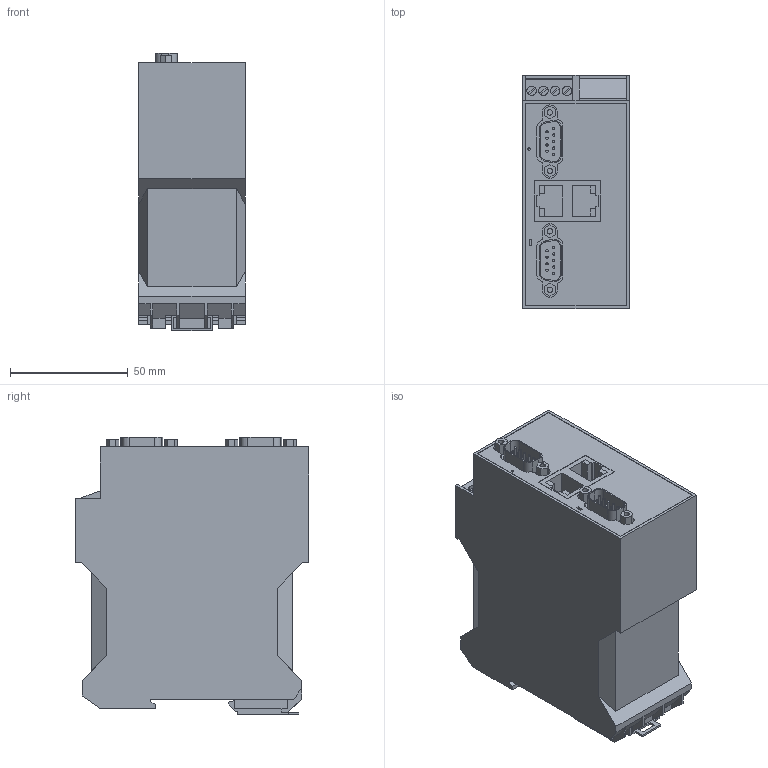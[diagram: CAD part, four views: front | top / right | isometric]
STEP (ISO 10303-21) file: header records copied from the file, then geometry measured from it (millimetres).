
FILE_DESCRIPTION(('Creo Elements/Direct Modeling STEP Export'),'2;1');
FILE_NAME('model.stp','2020-05-19T 9:34:43',(''),(''),'Creo Elements/Direct Modeling STEP processor for AP214 (Solid Model)','Creo Elements/Direct Modeling 20.1A 29-Sep-2018 (C) Parametric Technology GmbH','');
FILE_SCHEMA(('AUTOMOTIVE_DESIGN { 1 0 10303 214 1 1 1 1 }'));
Length unit declared in the file: millimetre
Products named in the file (2): GW_MODBUS_TCP_RTU_2E_2DB9-select
Assembly tree (1 placements, depth 2):
  GW_MODBUS_TCP_RTU_2E_2DB9-select
    GW_MODBUS_TCP_RTU_2E_2DB9-select
Bounding box: 45.2 x 99 x 117.5 mm (x, y, z)
Volume: 437570.1 mm3; surface area: 43514.3 mm2
Topology: 1 solids, 1 shells, 412 faces, 1062 edges, 698 vertices
Faces by surface type: plane 330, cylinder 82
Entity records: 14918 total; most frequent: ORIENTED_EDGE 2124, CARTESIAN_POINT 2053, DIRECTION 1840, EDGE_CURVE 1062, VECTOR 870, LINE 870, VERTEX_POINT 698, AXIS2_PLACEMENT_3D 485
